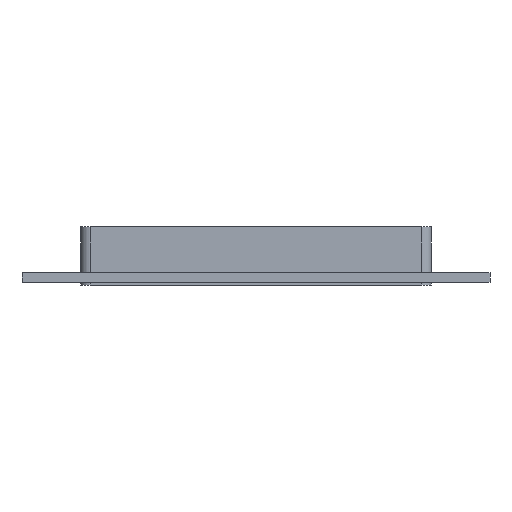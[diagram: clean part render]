
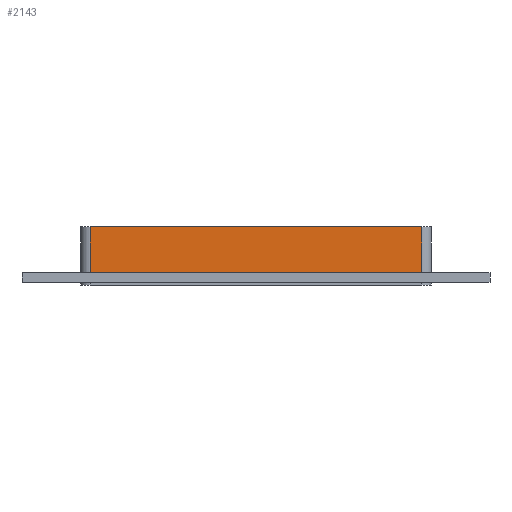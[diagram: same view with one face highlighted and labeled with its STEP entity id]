
A CAD part, left-side view. The second image highlights one B-rep face of the part: STEP entity #2143.
In plain terms, the highlighted planar face has unit normal (-1, 0, 0).
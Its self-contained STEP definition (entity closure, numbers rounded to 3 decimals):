
#797=CARTESIAN_POINT('',(-200.75,-169.5,-17.0));
#798=VERTEX_POINT('',#797);
#806=CARTESIAN_POINT('',(-200.75,169.5,-17.0));
#807=VERTEX_POINT('',#806);
#808=CARTESIAN_POINT('',(-200.75,169.5,-17.));
#809=DIRECTION('',(0.0,-1.0,0.0));
#810=VECTOR('',#809,339.);
#811=LINE('',#808,#810);
#812=EDGE_CURVE('',#807,#798,#811,.T.);
#1474=CARTESIAN_POINT('',(-200.75,-169.5,30.0));
#1475=VERTEX_POINT('',#1474);
#1483=CARTESIAN_POINT('',(-200.75,-169.5,30.0));
#1484=DIRECTION('',(0.0,0.0,-1.0));
#1485=VECTOR('',#1484,47.0);
#1486=LINE('',#1483,#1485);
#1487=EDGE_CURVE('',#1475,#798,#1486,.T.);
#1498=CARTESIAN_POINT('',(-200.75,169.5,30.0));
#1499=VERTEX_POINT('',#1498);
#1500=CARTESIAN_POINT('',(-200.75,169.5,-17.0));
#1501=DIRECTION('',(0.0,0.0,1.0));
#1502=VECTOR('',#1501,47.0);
#1503=LINE('',#1500,#1502);
#1504=EDGE_CURVE('',#807,#1499,#1503,.T.);
#2127=CARTESIAN_POINT('',(-200.75,179.5,0.0));
#2128=DIRECTION('',(-1.0,0.0,0.0));
#2129=DIRECTION('',(0.0,-1.0,0.0));
#2130=AXIS2_PLACEMENT_3D('',#2127,#2128,#2129);
#2131=PLANE('',#2130);
#2132=ORIENTED_EDGE('',*,*,#812,.T.);
#2133=ORIENTED_EDGE('',*,*,#1487,.F.);
#2134=CARTESIAN_POINT('',(-200.75,169.5,30.0));
#2135=DIRECTION('',(0.0,-1.0,0.0));
#2136=VECTOR('',#2135,339.0);
#2137=LINE('',#2134,#2136);
#2138=EDGE_CURVE('',#1499,#1475,#2137,.T.);
#2139=ORIENTED_EDGE('',*,*,#2138,.F.);
#2140=ORIENTED_EDGE('',*,*,#1504,.F.);
#2141=EDGE_LOOP('',(#2132,#2133,#2139,#2140));
#2142=FACE_OUTER_BOUND('',#2141,.T.);
#2143=ADVANCED_FACE('',(#2142),#2131,.T.);
